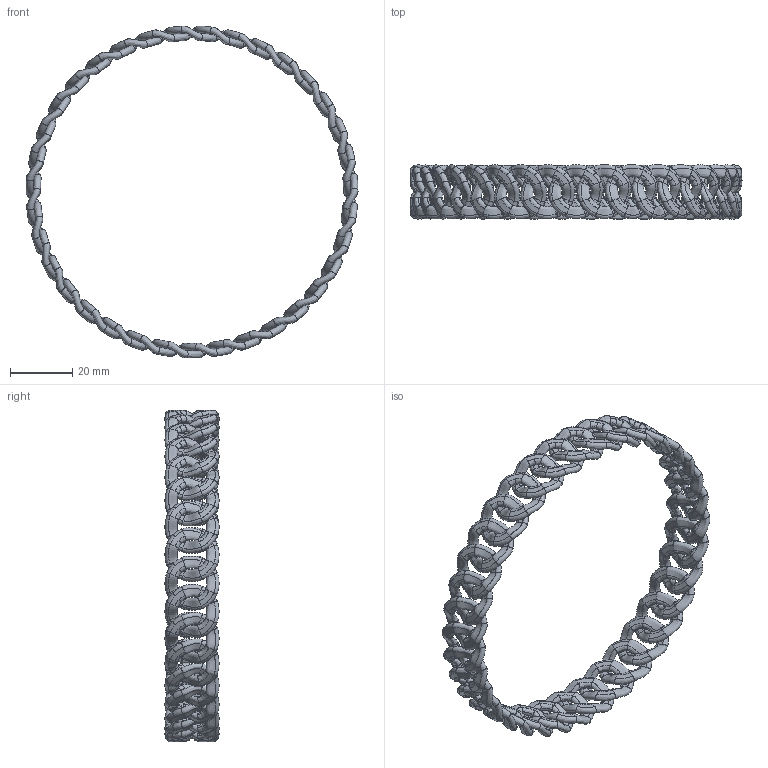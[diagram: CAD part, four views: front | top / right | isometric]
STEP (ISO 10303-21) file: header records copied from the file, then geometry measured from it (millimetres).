
FILE_DESCRIPTION(('FreeCAD Model'),'2;1');
FILE_NAME('Open CASCADE Shape Model','2025-05-04T09:19:17',('FreeCAD'),( 'FreeCAD'),'Open CASCADE STEP processor 7.6','FreeCAD','Unknown');
FILE_SCHEMA(('AUTOMOTIVE_DESIGN { 1 0 10303 214 1 1 1 1 }'));
Products named in the file (1): Open CASCADE STEP translator 7.6 1
Bounding box: 107.09 x 17.44 x 107.04 mm (x, y, z)
Surface area: 16264.2 mm2 (no closed solid volume)
Topology: 0 solids, 1050 shells, 1050 faces, 13895 edges, 13895 vertices
Faces by surface type: bspline 1050
Entity records: 225325 total; most frequent: CARTESIAN_POINT 164690, ORIENTED_EDGE 13895, EDGE_CURVE 13895, VERTEX_POINT 13895, B_SPLINE_CURVE_WITH_KNOTS 13405, SHELL_BASED_SURFACE_MODEL 1050, OPEN_SHELL 1050, ADVANCED_FACE 1050
